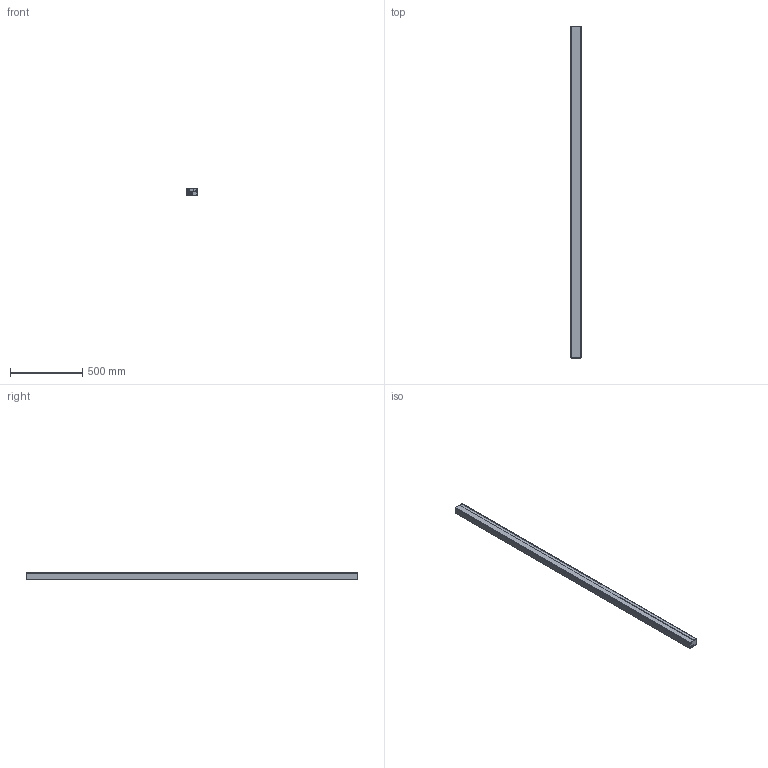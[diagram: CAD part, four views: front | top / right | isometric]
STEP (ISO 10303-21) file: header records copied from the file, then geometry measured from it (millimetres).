
FILE_DESCRIPTION(/* description */ (''),/* implementation_level */ '2;1');
FILE_NAME(/* name */ 'GB0102- pour step.stp',/* time_stamp */ '2019-08-26T11:28:33+02:00',/* author */ ('Michel'),/* organization */ (''),/* preprocessor_version */ 'ST-DEVELOPER v17.2',/* originating_system */ 'Autodesk Inventor 2019',/* authorisation */ '');
FILE_SCHEMA (('AUTOMOTIVE_DESIGN { 1 0 10303 214 3 1 1 }'));
Products named in the file (42): GB0102- pour step; 23372; 23300; 23304; 23321; 23359; 23323; 23307; 23308; 23324; 21476; GALB28GD; 09259; DIN 625 SKF - SKF 635-Z; 21470; 23326; 23325; 23327; 23328; 23329; 23330; 23330-ecrou; 23330-vis; 23333; 23334; 23332; 09257; 23309; 23310; 23340; 23341; 04674; 23342; 23339; 23343; 04044; 23344-modifié; 23313; 23318; 23337 ...
Assembly tree (72 placements, depth 7):
  GB0102- pour step
    23372
    23300
      23304
        23321
        23359  x2
        23323  x6
      23307  x2
        23308
          23324
          21476  x2
          GALB28GD  x2
            09259
              DIN 625 SKF - SKF 635-Z
            21470
          23326
          23325
          23327
        23328
        23329
        23330
          23330-ecrou
          23330-vis
        23334
        23333
        23332
        09257
      04674  x2
    23309
      23340
      23341
      04674  x2
      23342
      23339
      23343
      04044
    23310
      23340
      23341
      04674  x2
      23342
      23339
      23343
      04044
    23344-modifié  x2
    23313  x2
      23318
      23337
    23580
    23384  x6
Bounding box: 71 x 2304 x 48 mm (x, y, z)
Volume: 1536616 mm3; surface area: 1484505.5 mm2
Topology: 85 solids, 91 shells, 3932 faces, 11263 edges, 7570 vertices
Faces by surface type: plane 1972, cylinder 1162, bspline 400, cone 230, torus 148, sphere 20
Full cylindrical faces by diameter (mm): 0.75 x4, 1 x2, 2 x8, 2.5 x4, 2.55 x4, 2.8 x2, 3 x8, 3.1 x4, 3.2 x2, 3.3 x8, 3.4 x6, 3.5 x10, 3.9 x4, 4.14 x4, 4.15 x4, 4.2 x12, 5 x82, 5.01 x4, 5.2 x4, 5.3 x7, 5.55 x2, 5.8 x10, 6 x14, 6.2 x6, 6.5 x4, 6.647 x2, 6.75 x2, 6.798 x2, 6.8 x6, 6.95 x2
Entity records: 71262 total; most frequent: CARTESIAN_POINT 20120, ORIENTED_EDGE 10774, DIRECTION 9630, EDGE_CURVE 5387, VERTEX_POINT 3619, AXIS2_PLACEMENT_3D 3289, LINE 3052, VECTOR 3052
